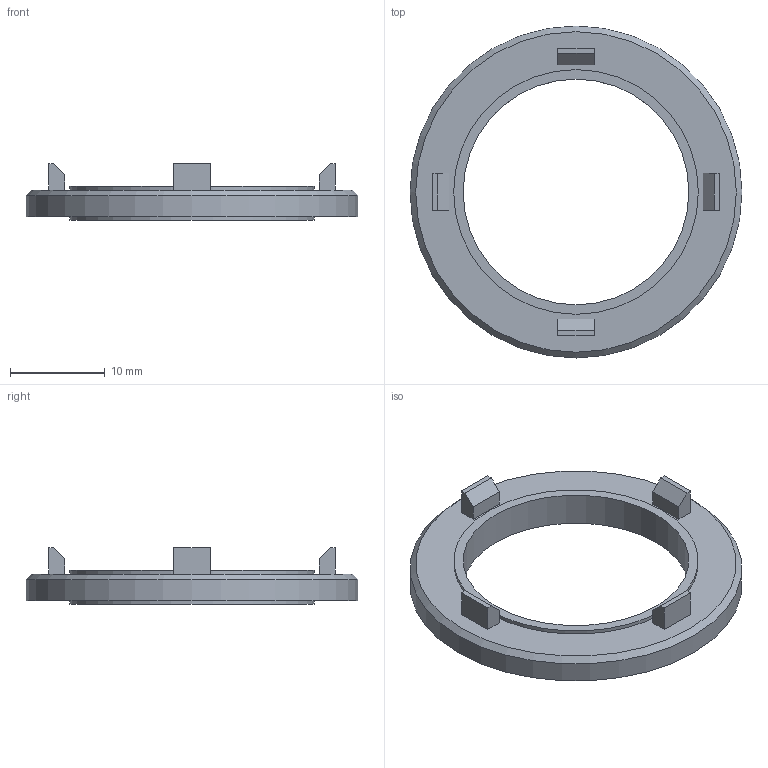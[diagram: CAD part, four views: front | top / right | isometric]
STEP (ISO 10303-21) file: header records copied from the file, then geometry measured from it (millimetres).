
FILE_DESCRIPTION(('FreeCAD Model'),'2;1');
FILE_NAME('Open CASCADE Shape Model','2025-11-29T18:21:57',('Author'),( ''),'Open CASCADE STEP processor 7.8','FreeCAD','Unknown');
FILE_SCHEMA(('AUTOMOTIVE_DESIGN { 1 0 10303 214 1 1 1 1 }'));
Length unit declared in the file: millimetre
Products named in the file (6): YMH_magnet_holder; disk; latch01; latch02; latch03; latch04
Assembly tree (5 placements, depth 2):
  YMH_magnet_holder
    disk
    latch01
    latch02
    latch03
    latch04
Bounding box: 35 x 35 x 6 mm (x, y, z)
Volume: 1554 mm3; surface area: 1799 mm2
Topology: 5 solids, 5 shells, 37 faces, 74 edges, 49 vertices
Faces by surface type: plane 32, cylinder 4, cone 1
Full cylindrical faces by diameter (mm): 23.8 x1, 25.8 x2, 35 x1
Entity records: 1097 total; most frequent: DIRECTION 169, CARTESIAN_POINT 166, ORIENTED_EDGE 148, EDGE_CURVE 74, LINE 65, VECTOR 65, AXIS2_PLACEMENT_3D 52, VERTEX_POINT 49
